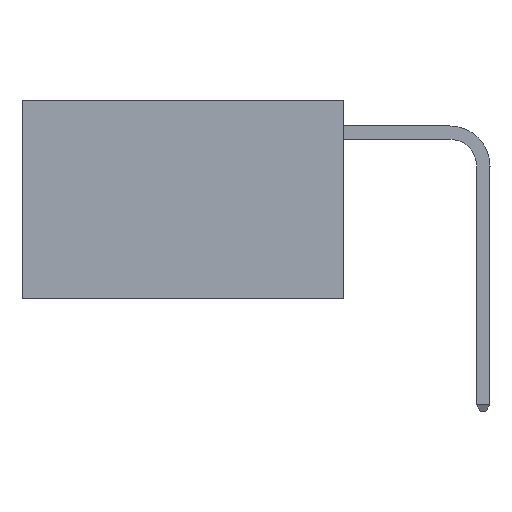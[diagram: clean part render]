
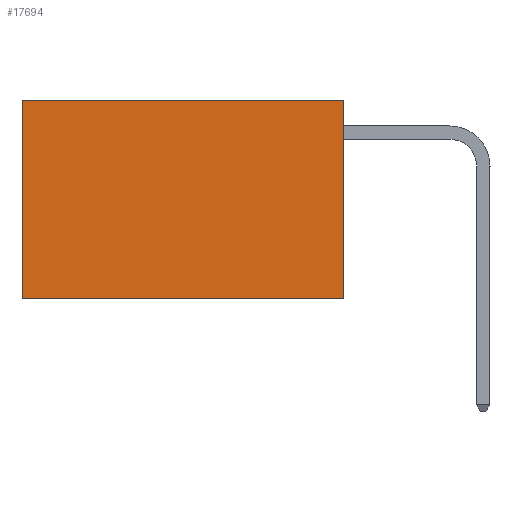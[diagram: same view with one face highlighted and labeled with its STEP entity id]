
A CAD part, left-side view. The second image highlights one B-rep face of the part: STEP entity #17694.
In plain terms, the highlighted planar face has unit normal (-1, 0, 0).
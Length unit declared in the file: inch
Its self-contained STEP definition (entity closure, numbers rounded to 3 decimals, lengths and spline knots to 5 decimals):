
#284 = VECTOR ( 'NONE', #15098, 39.37008 ) ;
#2393 = DIRECTION ( 'NONE',  ( 0., 0., -1. ) ) ;
#3002 = VECTOR ( 'NONE', #11976, 39.37008 ) ;
#4287 = LINE ( 'NONE', #20200, #284 ) ;
#4437 = FACE_OUTER_BOUND ( 'NONE', #18657, .T. ) ;
#5117 = VERTEX_POINT ( 'NONE', #7366 ) ;
#5184 = CARTESIAN_POINT ( 'NONE',  ( 0.2625, 0., 0. ) ) ;
#5329 = VERTEX_POINT ( 'NONE', #19848 ) ;
#5761 = ORIENTED_EDGE ( 'NONE', *, *, #16930, .T. ) ;
#6023 = LINE ( 'NONE', #11765, #15619 ) ;
#6722 = VECTOR ( 'NONE', #2393, 39.37008 ) ;
#6887 = DIRECTION ( 'NONE',  ( 1., 0., 0. ) ) ;
#7312 = EDGE_CURVE ( 'NONE', #5117, #5329, #4287, .T. ) ;
#7366 = CARTESIAN_POINT ( 'NONE',  ( 0.2625, 0., 0. ) ) ;
#7813 = LINE ( 'NONE', #14288, #6722 ) ;
#8893 = VERTEX_POINT ( 'NONE', #18143 ) ;
#9599 = ORIENTED_EDGE ( 'NONE', *, *, #20131, .F. ) ;
#10298 = CARTESIAN_POINT ( 'NONE',  ( 0.2625, 0., -0.37 ) ) ;
#11765 = CARTESIAN_POINT ( 'NONE',  ( 0.2625, 0., 0. ) ) ;
#11976 = DIRECTION ( 'NONE',  ( 0., 1., 0. ) ) ;
#12031 = LINE ( 'NONE', #10298, #3002 ) ;
#13696 = ORIENTED_EDGE ( 'NONE', *, *, #15203, .T. ) ;
#14288 = CARTESIAN_POINT ( 'NONE',  ( 0.2625, 0.6, 0. ) ) ;
#14919 = ORIENTED_EDGE ( 'NONE', *, *, #7312, .F. ) ;
#15098 = DIRECTION ( 'NONE',  ( 0., 0., -1. ) ) ;
#15203 = EDGE_CURVE ( 'NONE', #19321, #8893, #7813, .T. ) ;
#15395 = PLANE ( 'NONE',  #20811 ) ;
#15619 = VECTOR ( 'NONE', #21894, 39.37008 ) ;
#16372 = CARTESIAN_POINT ( 'NONE',  ( 0.2625, 0.6, 0. ) ) ;
#16930 = EDGE_CURVE ( 'NONE', #5117, #19321, #6023, .T. ) ;
#17694 = ADVANCED_FACE ( 'NONE', ( #4437 ), #15395, .F. ) ;
#18143 = CARTESIAN_POINT ( 'NONE',  ( 0.2625, 0.6, -0.37 ) ) ;
#18657 = EDGE_LOOP ( 'NONE', ( #13696, #9599, #14919, #5761 ) ) ;
#18809 = DIRECTION ( 'NONE',  ( 0., 0., -1. ) ) ;
#19321 = VERTEX_POINT ( 'NONE', #16372 ) ;
#19848 = CARTESIAN_POINT ( 'NONE',  ( 0.2625, 0., -0.37 ) ) ;
#20131 = EDGE_CURVE ( 'NONE', #5329, #8893, #12031, .T. ) ;
#20200 = CARTESIAN_POINT ( 'NONE',  ( 0.2625, 0., 0. ) ) ;
#20811 = AXIS2_PLACEMENT_3D ( 'NONE', #5184, #6887, #18809 ) ;
#21894 = DIRECTION ( 'NONE',  ( 0., 1., 0. ) ) ;
